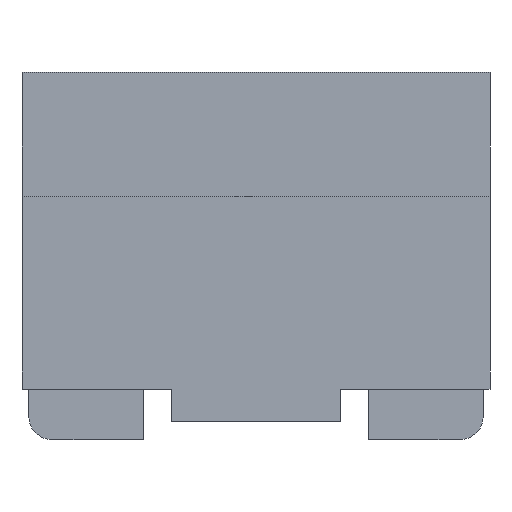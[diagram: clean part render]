
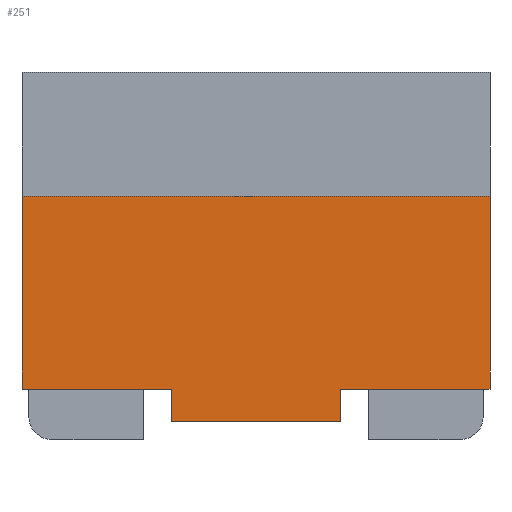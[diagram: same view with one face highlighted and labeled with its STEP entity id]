
A CAD part, front view. The second image highlights one B-rep face of the part: STEP entity #251.
In plain terms, the highlighted planar face has unit normal (0, -1, 0).
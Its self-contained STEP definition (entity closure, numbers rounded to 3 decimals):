
#251 = ADVANCED_FACE( '', ( #565 ), #566, .F. );
#565 = FACE_OUTER_BOUND( '', #955, .T. );
#566 = PLANE( '', #956 );
#955 = EDGE_LOOP( '', ( #1718, #1719, #1720, #1721, #1722, #1723, #1724, #1725 ) );
#956 = AXIS2_PLACEMENT_3D( '', #1726, #1727, #1728 );
#1718 = ORIENTED_EDGE( '', *, *, #2792, .F. );
#1719 = ORIENTED_EDGE( '', *, *, #2793, .F. );
#1720 = ORIENTED_EDGE( '', *, *, #2686, .F. );
#1721 = ORIENTED_EDGE( '', *, *, #2782, .F. );
#1722 = ORIENTED_EDGE( '', *, *, #2794, .F. );
#1723 = ORIENTED_EDGE( '', *, *, #2777, .F. );
#1724 = ORIENTED_EDGE( '', *, *, #2795, .F. );
#1725 = ORIENTED_EDGE( '', *, *, #2796, .F. );
#1726 = CARTESIAN_POINT( '', ( 0., -4.05, 0. ) );
#1727 = DIRECTION( '', ( 0., 1., 0. ) );
#1728 = DIRECTION( '', ( 0., 0., 1. ) );
#2686 = EDGE_CURVE( '', #3240, #3242, #3243, .T. );
#2777 = EDGE_CURVE( '', #3381, #3383, #3384, .T. );
#2782 = EDGE_CURVE( '', #3389, #3240, #3391, .T. );
#2792 = EDGE_CURVE( '', #3405, #3406, #3407, .T. );
#2793 = EDGE_CURVE( '', #3242, #3405, #3408, .T. );
#2794 = EDGE_CURVE( '', #3383, #3389, #3409, .T. );
#2795 = EDGE_CURVE( '', #3410, #3381, #3411, .T. );
#2796 = EDGE_CURVE( '', #3406, #3410, #3412, .T. );
#3240 = VERTEX_POINT( '', #4136 );
#3242 = VERTEX_POINT( '', #4139 );
#3243 = LINE( '', #4140, #4141 );
#3381 = VERTEX_POINT( '', #4503 );
#3383 = VERTEX_POINT( '', #4506 );
#3384 = LINE( '', #4507, #4508 );
#3389 = VERTEX_POINT( '', #4515 );
#3391 = LINE( '', #4518, #4519 );
#3405 = VERTEX_POINT( '', #4543 );
#3406 = VERTEX_POINT( '', #4544 );
#3407 = LINE( '', #4545, #4546 );
#3408 = LINE( '', #4547, #4548 );
#3409 = LINE( '', #4549, #4550 );
#3410 = VERTEX_POINT( '', #4551 );
#3411 = LINE( '', #4552, #4553 );
#3412 = LINE( '', #4554, #4555 );
#4136 = CARTESIAN_POINT( '', ( -1.85, -4.05, 0.7 ) );
#4139 = CARTESIAN_POINT( '', ( -5.1, -4.05, 0.7 ) );
#4140 = CARTESIAN_POINT( '', ( -1.85, -4.05, 0.7 ) );
#4141 = VECTOR( '', #5255, 1000. );
#4503 = CARTESIAN_POINT( '', ( 1.85, -4.05, 0.7 ) );
#4506 = CARTESIAN_POINT( '', ( 1.85, -4.05, 0. ) );
#4507 = CARTESIAN_POINT( '', ( 1.85, -4.05, 0. ) );
#4508 = VECTOR( '', #5294, 1000. );
#4515 = CARTESIAN_POINT( '', ( -1.85, -4.05, 0. ) );
#4518 = CARTESIAN_POINT( '', ( -1.85, -4.05, 0. ) );
#4519 = VECTOR( '', #5298, 1000. );
#4543 = CARTESIAN_POINT( '', ( -5.1, -4.05, 4.899 ) );
#4544 = CARTESIAN_POINT( '', ( 5.1, -4.05, 4.899 ) );
#4545 = CARTESIAN_POINT( '', ( -5.1, -4.05, 4.899 ) );
#4546 = VECTOR( '', #5303, 1000. );
#4547 = CARTESIAN_POINT( '', ( -5.1, -4.05, 0.7 ) );
#4548 = VECTOR( '', #5304, 1000. );
#4549 = CARTESIAN_POINT( '', ( 1.85, -4.05, 0. ) );
#4550 = VECTOR( '', #5305, 1000. );
#4551 = CARTESIAN_POINT( '', ( 5.1, -4.05, 0.7 ) );
#4552 = CARTESIAN_POINT( '', ( 1.85, -4.05, 0.7 ) );
#4553 = VECTOR( '', #5306, 1000. );
#4554 = CARTESIAN_POINT( '', ( 5.1, -4.05, 7.6 ) );
#4555 = VECTOR( '', #5307, 1000. );
#5255 = DIRECTION( '', ( -1., 0., 0. ) );
#5294 = DIRECTION( '', ( 0., 0., -1. ) );
#5298 = DIRECTION( '', ( 0., 0., 1. ) );
#5303 = DIRECTION( '', ( 1., 0., 0. ) );
#5304 = DIRECTION( '', ( 0., 0., 1. ) );
#5305 = DIRECTION( '', ( -1., 0., 0. ) );
#5306 = DIRECTION( '', ( -1., 0., 0. ) );
#5307 = DIRECTION( '', ( 0., 0., -1. ) );
